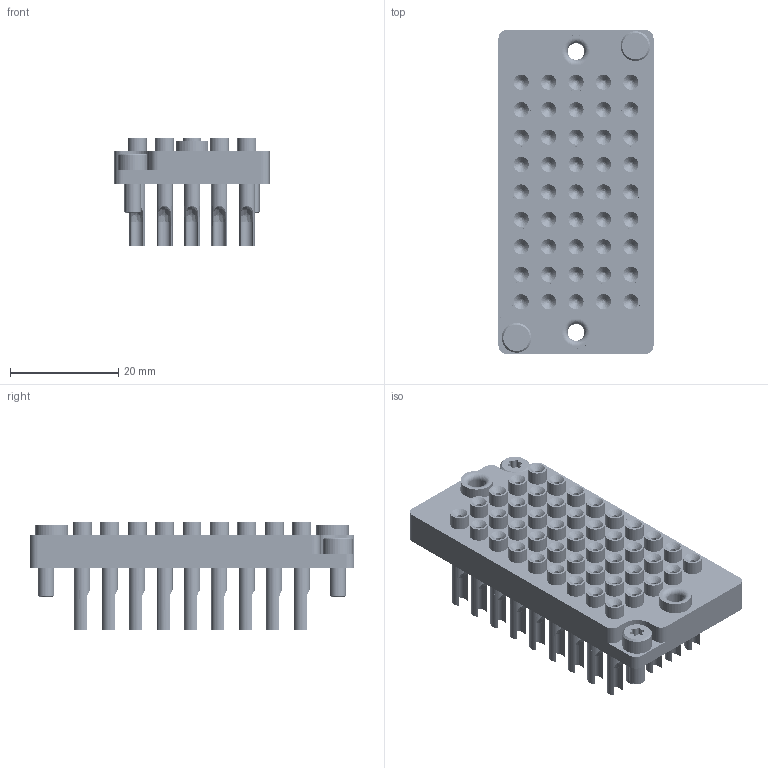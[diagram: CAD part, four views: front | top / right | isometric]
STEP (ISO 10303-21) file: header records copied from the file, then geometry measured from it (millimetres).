
FILE_DESCRIPTION (( 'STEP AP214' ), '1' );
FILE_NAME ('INGUN_38698.STEP', '2023-01-13T10:42:27', ( '' ), ( '' ), 'SwSTEP 2.0', 'SolidWorks 2021', '' );
FILE_SCHEMA (( 'AUTOMOTIVE_DESIGN' ));
Length unit declared in the file: millimetre
Products named in the file (7): INFO_4646~0_S; DIN912~n_M03,0x008; 3352_Bohrbuchse_Ø3,1~0; 38762~1_S; 38762~1; INGUN_38698; KT-Master__ADA~kt_KT-120 L3 E02-30
Assembly tree (52 placements, depth 3):
  INGUN_38698
    38762~1_S
      38762~1
      INFO_4646~0_S
    KT-Master__ADA~kt_KT-120 L3 E02-30  x45
    DIN912~n_M03,0x008  x2
    3352_Bohrbuchse_Ø3,1~0  x2
Bounding box: 28.7 x 60 x 20 mm (x, y, z)
Volume: 13115.3 mm3; surface area: 18696.2 mm2
Topology: 108 solids, 108 shells, 11733 faces, 33662 edges, 22151 vertices
Faces by surface type: plane 7651, cylinder 3267, cone 642, bspline 169, torus 4
Entity records: 27013 total; most frequent: CARTESIAN_POINT 9025, ORIENTED_EDGE 3338, DIRECTION 2938, EDGE_CURVE 1669, VERTEX_POINT 1105, AXIS2_PLACEMENT_3D 1066, VECTOR 806, LINE 806
